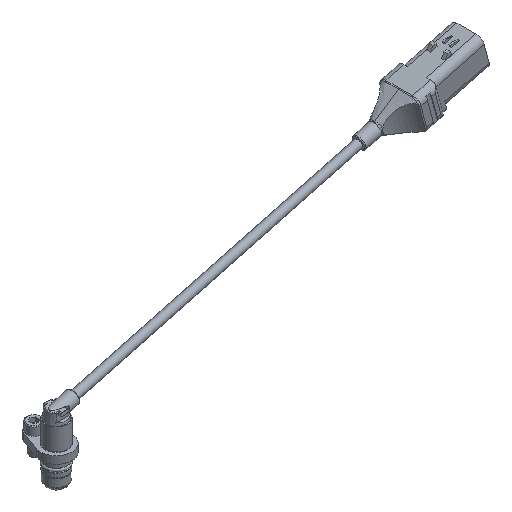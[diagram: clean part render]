
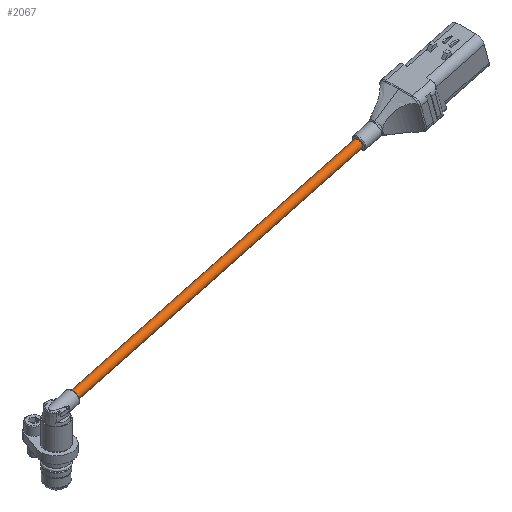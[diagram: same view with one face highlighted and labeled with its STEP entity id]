
A CAD part, isometric view. The second image highlights one B-rep face of the part: STEP entity #2067.
In plain terms, the highlighted cylindrical face has radius 2.8 mm (diameter 5.6 mm), a full revolution.
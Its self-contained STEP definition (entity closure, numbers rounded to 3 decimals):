
#1841=CYLINDRICAL_SURFACE('',#5949,2.8);
#1913=CIRCLE('',#5947,2.8);
#1914=CIRCLE('',#5948,2.8);
#2067=ADVANCED_FACE('',(#2473,#2474),#1841,.T.);
#2473=FACE_BOUND('',#2624,.T.);
#2474=FACE_BOUND('',#2625,.T.);
#2624=EDGE_LOOP('',(#3259));
#2625=EDGE_LOOP('',(#3260));
#3259=ORIENTED_EDGE('',*,*,#4742,.T.);
#3260=ORIENTED_EDGE('',*,*,#4743,.T.);
#4307=VERTEX_POINT('',#8155);
#4308=VERTEX_POINT('',#8157);
#4742=EDGE_CURVE('',#4307,#4307,#1913,.T.);
#4743=EDGE_CURVE('',#4308,#4308,#1914,.T.);
#5947=AXIS2_PLACEMENT_3D('',#8154,#6460,#6461);
#5948=AXIS2_PLACEMENT_3D('',#8156,#6462,#6463);
#5949=AXIS2_PLACEMENT_3D('',#8158,#6464,#6465);
#6460=DIRECTION('',(0.966,0.,0.259));
#6461=DIRECTION('',(0.259,0.,-0.966));
#6462=DIRECTION('',(-0.966,0.,-0.259));
#6463=DIRECTION('',(0.259,0.,-0.966));
#6464=DIRECTION('',(0.966,0.,0.259));
#6465=DIRECTION('',(0.,1.,0.));
#8154=CARTESIAN_POINT('',(11.682,0.,26.78));
#8155=CARTESIAN_POINT('',(12.407,0.,24.076));
#8156=CARTESIAN_POINT('',(204.867,0.,78.544));
#8157=CARTESIAN_POINT('',(205.592,0.,75.839));
#8158=CARTESIAN_POINT('',(0.,0.,23.65));
